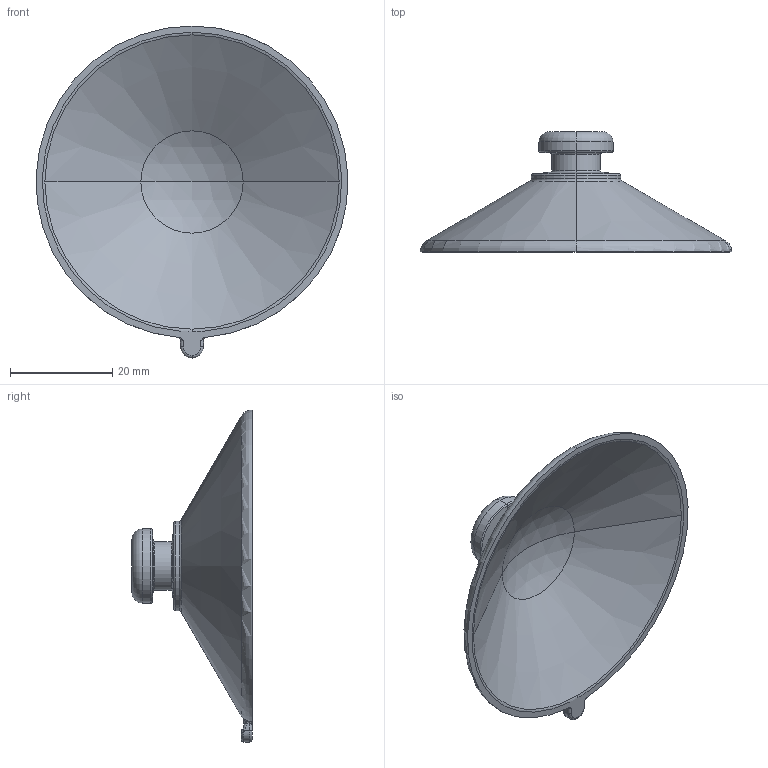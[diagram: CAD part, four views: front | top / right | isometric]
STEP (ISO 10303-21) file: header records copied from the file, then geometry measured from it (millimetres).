
FILE_DESCRIPTION (( 'STEP AP214' ), '1' );
FILE_NAME ('POPCO SCM-240 SUCTION CUP.STEP', '2014-09-30T21:26:07', ( '' ), ( '' ), 'SwSTEP 2.0', 'SolidWorks 2013', '' );
FILE_SCHEMA (( 'AUTOMOTIVE_DESIGN' ));
Length unit declared in the file: millimetre
Products named in the file (1): POPCO SCM-240 SUCTION CUP
Bounding box: 60.95 x 23.5 x 64.92 mm (x, y, z)
Volume: 7567.8 mm3; surface area: 7462.2 mm2
Topology: 1 solids, 1 shells, 77 faces, 170 edges, 97 vertices
Faces by surface type: torus 28, cylinder 18, cone 10, bspline 10, plane 9, sphere 2
Entity records: 2371 total; most frequent: CARTESIAN_POINT 649, DIRECTION 391, ORIENTED_EDGE 340, AXIS2_PLACEMENT_3D 177, EDGE_CURVE 170, CIRCLE 109, VERTEX_POINT 97, EDGE_LOOP 79
